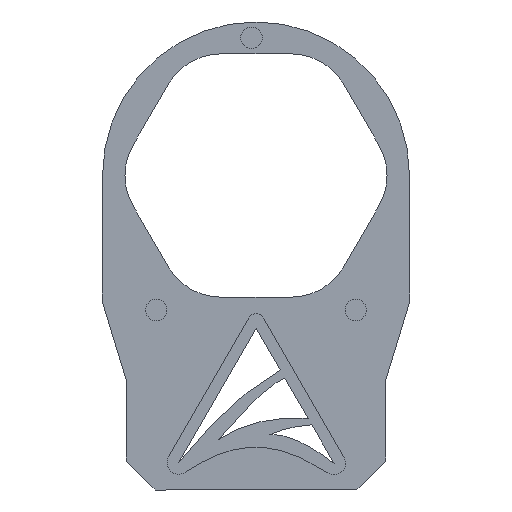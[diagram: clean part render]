
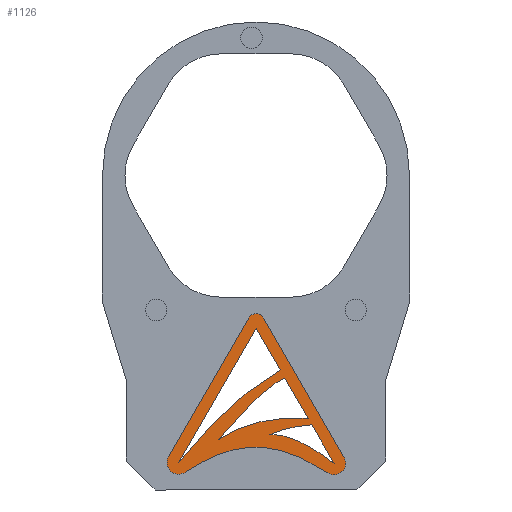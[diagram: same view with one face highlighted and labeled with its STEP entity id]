
A CAD part, left-side view. The second image highlights one B-rep face of the part: STEP entity #1126.
In plain terms, the highlighted planar face has unit normal (-1, 0, 0).
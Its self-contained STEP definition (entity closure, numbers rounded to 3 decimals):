
#42=FACE_BOUND('',#374,.T.);
#43=FACE_BOUND('',#375,.T.);
#44=FACE_BOUND('',#376,.T.);
#54=LINE('',#1633,#173);
#55=LINE('',#1637,#174);
#56=LINE('',#1650,#175);
#57=LINE('',#1662,#176);
#58=LINE('',#1663,#177);
#59=LINE('',#1675,#178);
#173=VECTOR('',#1312,10.);
#174=VECTOR('',#1315,10.);
#175=VECTOR('',#1318,10.);
#176=VECTOR('',#1319,10.);
#177=VECTOR('',#1320,10.);
#178=VECTOR('',#1321,10.);
#292=B_SPLINE_CURVE_WITH_KNOTS('',3,(#1620,#1621,#1622,#1623,#1624,#1625,
#1626,#1627,#1628,#1629),.UNSPECIFIED.,.F.,.F.,(4,3,3,4),(-1.,-0.755,
-0.401,0.),.UNSPECIFIED.);
#293=B_SPLINE_CURVE_WITH_KNOTS('',3,(#1641,#1642,#1643,#1644),
 .UNSPECIFIED.,.F.,.F.,(4,4),(-1.203,0.),.UNSPECIFIED.);
#294=B_SPLINE_CURVE_WITH_KNOTS('',3,(#1646,#1647,#1648,#1649),
 .UNSPECIFIED.,.F.,.F.,(4,4),(-0.806,0.),.UNSPECIFIED.);
#295=B_SPLINE_CURVE_WITH_KNOTS('',2,(#1653,#1654,#1655),.UNSPECIFIED.,.F.,
 .F.,(3,3),(-1.,0.),.UNSPECIFIED.);
#296=B_SPLINE_CURVE_WITH_KNOTS('',3,(#1657,#1658,#1659,#1660),
 .UNSPECIFIED.,.F.,.F.,(4,4),(-2.377,-2.377),
 .UNSPECIFIED.);
#297=B_SPLINE_CURVE_WITH_KNOTS('',3,(#1666,#1667,#1668,#1669),
 .UNSPECIFIED.,.F.,.F.,(4,4),(-1.634,0.),.UNSPECIFIED.);
#298=B_SPLINE_CURVE_WITH_KNOTS('',3,(#1671,#1672,#1673,#1674),
 .UNSPECIFIED.,.F.,.F.,(4,4),(-1.635,0.),.UNSPECIFIED.);
#305=FACE_OUTER_BOUND('',#373,.T.);
#373=EDGE_LOOP('',(#754,#755,#756,#757,#758,#759));
#374=EDGE_LOOP('',(#760,#761,#762));
#375=EDGE_LOOP('',(#763,#764,#765,#766));
#376=EDGE_LOOP('',(#767,#768,#769));
#453=CIRCLE('',#1210,2.);
#454=CIRCLE('',#1211,1.5);
#455=CIRCLE('',#1212,2.);
#486=VERTEX_POINT('',#1618);
#487=VERTEX_POINT('',#1619);
#488=VERTEX_POINT('',#1630);
#489=VERTEX_POINT('',#1632);
#490=VERTEX_POINT('',#1634);
#491=VERTEX_POINT('',#1636);
#492=VERTEX_POINT('',#1639);
#493=VERTEX_POINT('',#1640);
#494=VERTEX_POINT('',#1645);
#495=VERTEX_POINT('',#1651);
#496=VERTEX_POINT('',#1652);
#497=VERTEX_POINT('',#1656);
#498=VERTEX_POINT('',#1661);
#499=VERTEX_POINT('',#1664);
#500=VERTEX_POINT('',#1665);
#501=VERTEX_POINT('',#1670);
#589=EDGE_CURVE('',#486,#487,#292,.T.);
#590=EDGE_CURVE('',#488,#486,#453,.T.);
#591=EDGE_CURVE('',#489,#488,#54,.T.);
#592=EDGE_CURVE('',#490,#489,#454,.T.);
#593=EDGE_CURVE('',#491,#490,#55,.T.);
#594=EDGE_CURVE('',#487,#491,#455,.T.);
#595=EDGE_CURVE('',#492,#493,#293,.T.);
#596=EDGE_CURVE('',#494,#492,#294,.T.);
#597=EDGE_CURVE('',#493,#494,#56,.T.);
#598=EDGE_CURVE('',#495,#496,#295,.T.);
#599=EDGE_CURVE('',#497,#495,#296,.T.);
#600=EDGE_CURVE('',#498,#497,#57,.T.);
#601=EDGE_CURVE('',#496,#498,#58,.T.);
#602=EDGE_CURVE('',#499,#500,#297,.T.);
#603=EDGE_CURVE('',#501,#499,#298,.T.);
#604=EDGE_CURVE('',#500,#501,#59,.T.);
#754=ORIENTED_EDGE('',*,*,#589,.F.);
#755=ORIENTED_EDGE('',*,*,#590,.F.);
#756=ORIENTED_EDGE('',*,*,#591,.F.);
#757=ORIENTED_EDGE('',*,*,#592,.F.);
#758=ORIENTED_EDGE('',*,*,#593,.F.);
#759=ORIENTED_EDGE('',*,*,#594,.F.);
#760=ORIENTED_EDGE('',*,*,#595,.F.);
#761=ORIENTED_EDGE('',*,*,#596,.F.);
#762=ORIENTED_EDGE('',*,*,#597,.F.);
#763=ORIENTED_EDGE('',*,*,#598,.F.);
#764=ORIENTED_EDGE('',*,*,#599,.F.);
#765=ORIENTED_EDGE('',*,*,#600,.F.);
#766=ORIENTED_EDGE('',*,*,#601,.F.);
#767=ORIENTED_EDGE('',*,*,#602,.F.);
#768=ORIENTED_EDGE('',*,*,#603,.F.);
#769=ORIENTED_EDGE('',*,*,#604,.F.);
#1084=PLANE('',#1209);
#1126=ADVANCED_FACE('',(#305,#42,#43,#44),#1084,.T.);
#1209=AXIS2_PLACEMENT_3D('',#1617,#1308,#1309);
#1210=AXIS2_PLACEMENT_3D('',#1631,#1310,#1311);
#1211=AXIS2_PLACEMENT_3D('',#1635,#1313,#1314);
#1212=AXIS2_PLACEMENT_3D('',#1638,#1316,#1317);
#1308=DIRECTION('center_axis',(-1.,0.,0.));
#1309=DIRECTION('ref_axis',(0.,-1.,0.));
#1310=DIRECTION('center_axis',(1.,0.,0.));
#1311=DIRECTION('ref_axis',(0.,-1.,0.));
#1312=DIRECTION('',(0.,-0.5,-0.866));
#1313=DIRECTION('center_axis',(1.,0.,0.));
#1314=DIRECTION('ref_axis',(0.,-0.866,0.5));
#1315=DIRECTION('',(0.,-0.5,0.866));
#1316=DIRECTION('center_axis',(1.,0.,0.));
#1317=DIRECTION('ref_axis',(0.,-1.,0.));
#1318=DIRECTION('',(0.,0.5,0.866));
#1319=DIRECTION('',(0.,0.5,-0.866));
#1320=DIRECTION('',(0.,0.5,0.866));
#1321=DIRECTION('',(0.,0.5,0.866));
#1617=CARTESIAN_POINT('Origin',(11.029,129.166,9.443));
#1618=CARTESIAN_POINT('',(11.029,116.863,-4.119));
#1619=CARTESIAN_POINT('',(11.029,141.476,-3.999));
#1620=CARTESIAN_POINT('Ctrl Pts',(11.029,116.863,-4.119));
#1621=CARTESIAN_POINT('Ctrl Pts',(11.029,118.945,-2.721));
#1622=CARTESIAN_POINT('Ctrl Pts',(11.029,121.006,-1.63));
#1623=CARTESIAN_POINT('Ctrl Pts',(11.029,123.019,-0.877));
#1624=CARTESIAN_POINT('Ctrl Pts',(11.029,125.941,0.217));
#1625=CARTESIAN_POINT('Ctrl Pts',(11.029,128.724,0.576));
#1626=CARTESIAN_POINT('Ctrl Pts',(11.029,131.556,0.163));
#1627=CARTESIAN_POINT('Ctrl Pts',(11.029,134.753,-0.304));
#1628=CARTESIAN_POINT('Ctrl Pts',(11.029,138.079,-1.741));
#1629=CARTESIAN_POINT('Ctrl Pts',(11.029,141.476,-3.999));
#1630=CARTESIAN_POINT('',(11.029,114.016,-1.458));
#1631=CARTESIAN_POINT('Origin',(11.029,115.748,-2.458));
#1632=CARTESIAN_POINT('',(11.029,127.902,22.594));
#1633=CARTESIAN_POINT('',(11.029,109.707,-8.921));
#1634=CARTESIAN_POINT('',(11.029,130.501,22.594));
#1635=CARTESIAN_POINT('Origin',(11.029,129.202,21.844));
#1636=CARTESIAN_POINT('',(11.029,144.315,-1.334));
#1637=CARTESIAN_POINT('',(11.029,130.501,22.594));
#1638=CARTESIAN_POINT('Origin',(11.029,142.583,-2.334));
#1639=CARTESIAN_POINT('',(11.029,126.91,2.436));
#1640=CARTESIAN_POINT('',(11.029,115.748,-2.458));
#1641=CARTESIAN_POINT('Ctrl Pts',(11.029,126.91,2.436));
#1642=CARTESIAN_POINT('Ctrl Pts',(11.029,124.252,2.766));
#1643=CARTESIAN_POINT('Ctrl Pts',(11.029,120.531,1.135));
#1644=CARTESIAN_POINT('Ctrl Pts',(11.029,115.748,-2.458));
#1645=CARTESIAN_POINT('',(11.029,119.59,4.196));
#1646=CARTESIAN_POINT('Ctrl Pts',(11.029,119.59,4.196));
#1647=CARTESIAN_POINT('Ctrl Pts',(11.029,120.993,4.099));
#1648=CARTESIAN_POINT('Ctrl Pts',(11.029,124.162,3.74));
#1649=CARTESIAN_POINT('Ctrl Pts',(11.029,126.91,2.436));
#1650=CARTESIAN_POINT('',(11.029,120.002,4.91));
#1651=CARTESIAN_POINT('',(11.029,142.583,-2.334));
#1652=CARTESIAN_POINT('',(11.029,125.06,13.67));
#1653=CARTESIAN_POINT('Ctrl Pts',(11.029,142.583,-2.334));
#1654=CARTESIAN_POINT('Ctrl Pts',(11.029,133.927,8.55));
#1655=CARTESIAN_POINT('Ctrl Pts',(11.029,125.06,13.67));
#1656=CARTESIAN_POINT('',(11.029,142.583,-2.334));
#1657=CARTESIAN_POINT('Ctrl Pts',(11.029,142.583,-2.334));
#1658=CARTESIAN_POINT('Ctrl Pts',(11.029,142.583,-2.334));
#1659=CARTESIAN_POINT('Ctrl Pts',(11.029,142.583,-2.334));
#1660=CARTESIAN_POINT('Ctrl Pts',(11.029,142.583,-2.334));
#1661=CARTESIAN_POINT('',(11.029,129.202,20.844));
#1662=CARTESIAN_POINT('',(11.029,131.665,16.576));
#1663=CARTESIAN_POINT('',(11.029,124.658,12.974));
#1664=CARTESIAN_POINT('',(11.029,135.707,1.631));
#1665=CARTESIAN_POINT('',(11.029,120.2,5.252));
#1666=CARTESIAN_POINT('Ctrl Pts',(11.029,135.707,1.631));
#1667=CARTESIAN_POINT('Ctrl Pts',(11.029,131.261,4.518));
#1668=CARTESIAN_POINT('Ctrl Pts',(11.029,126.092,5.725));
#1669=CARTESIAN_POINT('Ctrl Pts',(11.029,120.2,5.252));
#1670=CARTESIAN_POINT('',(11.029,124.242,12.253));
#1671=CARTESIAN_POINT('Ctrl Pts',(11.029,124.242,12.253));
#1672=CARTESIAN_POINT('Ctrl Pts',(11.029,126.888,11.077));
#1673=CARTESIAN_POINT('Ctrl Pts',(11.029,130.71,7.536));
#1674=CARTESIAN_POINT('Ctrl Pts',(11.029,135.707,1.631));
#1675=CARTESIAN_POINT('',(11.029,122.228,8.765));
